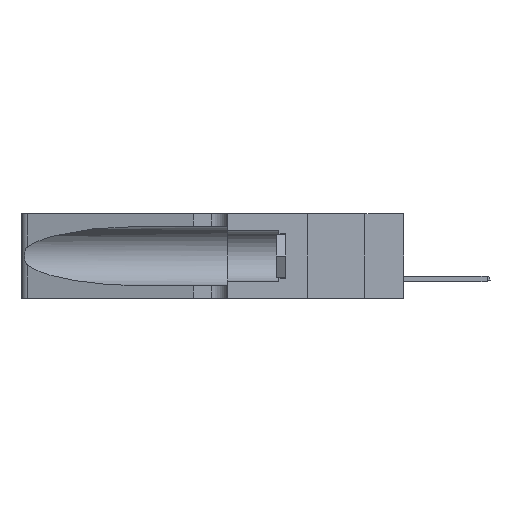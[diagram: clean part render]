
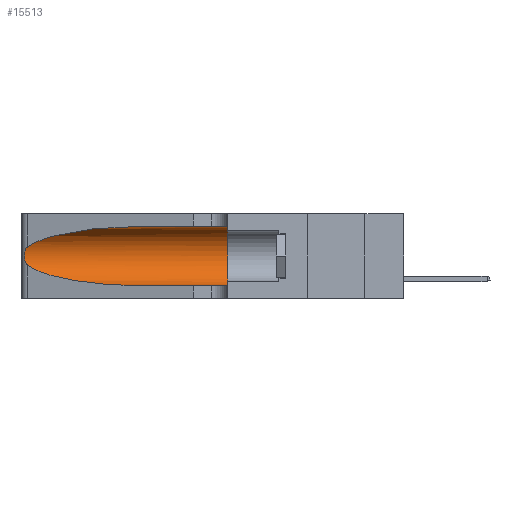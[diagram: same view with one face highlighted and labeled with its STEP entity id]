
A CAD part, left-side view. The second image highlights one B-rep face of the part: STEP entity #15513.
In plain terms, the highlighted cylindrical face has radius 3.308 mm (diameter 6.617 mm), a partial arc.
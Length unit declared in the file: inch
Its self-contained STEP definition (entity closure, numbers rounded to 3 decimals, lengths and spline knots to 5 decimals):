
#137 = ORIENTED_EDGE ( 'NONE', *, *, #17597, .T. ) ;
#999 = LINE ( 'NONE', #14606, #19830 ) ;
#1248 = VERTEX_POINT ( 'NONE', #8288 ) ;
#1959 = DIRECTION ( 'NONE',  ( 0., -1., 0. ) ) ;
#1961 = EDGE_CURVE ( 'NONE', #1248, #19894, #999, .T. ) ;
#2634 = CARTESIAN_POINT ( 'NONE',  ( 0.1305, 0.35, 0.185 ) ) ;
#2861 = DIRECTION ( 'NONE',  ( 0., 0., 1. ) ) ;
#3294 = CARTESIAN_POINT ( 'NONE',  ( 0.26075, 1.23896, 0.19203 ) ) ;
#3850 = ORIENTED_EDGE ( 'NONE', *, *, #1961, .F. ) ;
#4293 = ORIENTED_EDGE ( 'NONE', *, *, #28028, .F. ) ;
#4503 = CARTESIAN_POINT ( 'NONE',  ( 0.1305, 0.72297, 0.05475 ) ) ;
#5916 = CARTESIAN_POINT ( 'NONE',  ( 0.25639, 1.23184, 0.21858 ) ) ;
#6032 = CARTESIAN_POINT ( 'NONE',  ( 0.25789, 1.23486, 0.15765 ) ) ;
#7143 = VERTEX_POINT ( 'NONE', #4503 ) ;
#7493 = CARTESIAN_POINT ( 'NONE',  ( 0.2373, 1.15595, 0.08982 ) ) ;
#7574 = AXIS2_PLACEMENT_3D ( 'NONE', #2634, #13001, #2861 ) ;
#8247 = CARTESIAN_POINT ( 'NONE',  ( 0.1305, 0.35, 0.05475 ) ) ;
#8249 = ORIENTED_EDGE ( 'NONE', *, *, #32959, .T. ) ;
#8288 = CARTESIAN_POINT ( 'NONE',  ( 0.1305, 0.72297, 0.31525 ) ) ;
#9129 = CARTESIAN_POINT ( 'NONE',  ( 0.25487, 1.22718, 0.22369 ) ) ;
#9195 = CARTESIAN_POINT ( 'NONE',  ( 0.2373, 1.15595, 0.28018 ) ) ;
#10132 = CARTESIAN_POINT ( 'NONE',  ( 0.25487, 1.22718, 0.14631 ) ) ;
#10413 = EDGE_CURVE ( 'NONE', #1248, #15465, #33738, .T. ) ;
#11066 = CARTESIAN_POINT ( 'NONE',  ( 0.26075, 1.23896, 0.178 ) ) ;
#11174 = CARTESIAN_POINT ( 'NONE',  ( 0.25639, 1.23186, 0.15144 ) ) ;
#11817 = CARTESIAN_POINT ( 'NONE',  ( 0.25487, 1.22718, 0.22369 ) ) ;
#13001 = DIRECTION ( 'NONE',  ( 0., 1., 0. ) ) ;
#13215 = AXIS2_PLACEMENT_3D ( 'NONE', #25289, #22404, #33288 ) ;
#13674 = CARTESIAN_POINT ( 'NONE',  ( 0.26018, 1.23835, 0.19895 ) ) ;
#14606 = CARTESIAN_POINT ( 'NONE',  ( 0.1305, 1.61858, 0.31525 ) ) ;
#15056 = CARTESIAN_POINT ( 'NONE',  ( 0.1305, 1.61858, 0.05475 ) ) ;
#15465 = VERTEX_POINT ( 'NONE', #9129 ) ;
#15513 = ADVANCED_FACE ( 'NONE', ( #27349 ), #24894, .F. ) ;
#15856 = CARTESIAN_POINT ( 'NONE',  ( 0.25487, 1.22718, 0.14631 ) ) ;
#16325 = CARTESIAN_POINT ( 'NONE',  ( 0.25487, 1.22718, 0.14631 ) ) ;
#17597 = EDGE_CURVE ( 'NONE', #15465, #30190, #23231, .T. ) ;
#17882 = CARTESIAN_POINT ( 'NONE',  ( 0.1305, 0.35, 0.31525 ) ) ;
#18650 = CIRCLE ( 'NONE', #7574, 0.13025 ) ;
#19830 = VECTOR ( 'NONE', #32976, 39.37008 ) ;
#19894 = VERTEX_POINT ( 'NONE', #17882 ) ;
#20022 = EDGE_LOOP ( 'NONE', ( #27418, #137, #24095, #8249, #4293, #3850 ) ) ;
#20443 = CARTESIAN_POINT ( 'NONE',  ( 0.1305, 0.72297, 0.05475 ) ) ;
#22404 = DIRECTION ( 'NONE',  ( 0., -1., 0. ) ) ;
#22418 = VERTEX_POINT ( 'NONE', #8247 ) ;
#23231 = B_SPLINE_CURVE_WITH_KNOTS ( 'NONE', 3,
 ( #29559, #24134, #5916, #26995, #29657, #13674, #3294, #11066, #29443, #32083, #6032, #11174, #31972, #16325 ),
 .UNSPECIFIED., .F., .F.,
 ( 4, 2, 2, 2, 2, 2, 4 ),
 ( 0., 0.00027, 0.00053, 0.00107, 0.0016, 0.00187, 0.00214 ),
 .UNSPECIFIED. ) ;
#23652 = EDGE_CURVE ( 'NONE', #30190, #7143, #30853, .T. ) ;
#24095 = ORIENTED_EDGE ( 'NONE', *, *, #23652, .T. ) ;
#24134 = CARTESIAN_POINT ( 'NONE',  ( 0.25555, 1.22994, 0.2215 ) ) ;
#24894 = CYLINDRICAL_SURFACE ( 'NONE', #13215, 0.13025 ) ;
#24909 = CARTESIAN_POINT ( 'NONE',  ( 0.18966, 0.96281, 0.31525 ) ) ;
#25289 = CARTESIAN_POINT ( 'NONE',  ( 0.1305, 1.61858, 0.185 ) ) ;
#25605 = CARTESIAN_POINT ( 'NONE',  ( 0.18966, 0.96281, 0.05475 ) ) ;
#26835 = VECTOR ( 'NONE', #1959, 39.37008 ) ;
#26995 = CARTESIAN_POINT ( 'NONE',  ( 0.25787, 1.23484, 0.2124 ) ) ;
#27349 = FACE_OUTER_BOUND ( 'NONE', #20022, .T. ) ;
#27418 = ORIENTED_EDGE ( 'NONE', *, *, #10413, .T. ) ;
#28028 = EDGE_CURVE ( 'NONE', #19894, #22418, #18650, .T. ) ;
#29443 = CARTESIAN_POINT ( 'NONE',  ( 0.26017, 1.23833, 0.17102 ) ) ;
#29559 = CARTESIAN_POINT ( 'NONE',  ( 0.25487, 1.22718, 0.22369 ) ) ;
#29657 = CARTESIAN_POINT ( 'NONE',  ( 0.25854, 1.2359, 0.20912 ) ) ;
#30169 = LINE ( 'NONE', #15056, #26835 ) ;
#30190 = VERTEX_POINT ( 'NONE', #15856 ) ;
#30853 =( BOUNDED_CURVE ( )  B_SPLINE_CURVE ( 3, ( #10132, #7493, #25605, #20443 ),
 .UNSPECIFIED., .F., .F. ) 
 B_SPLINE_CURVE_WITH_KNOTS ( ( 4, 4 ),
 ( 3.44316, 4.71239 ),
 .UNSPECIFIED. ) 
 CURVE ( )  GEOMETRIC_REPRESENTATION_ITEM ( )  RATIONAL_B_SPLINE_CURVE ( ( 1., 0.87, 0.87, 1. ) ) 
 REPRESENTATION_ITEM ( '' )  );
#31972 = CARTESIAN_POINT ( 'NONE',  ( 0.25555, 1.22993, 0.14849 ) ) ;
#32083 = CARTESIAN_POINT ( 'NONE',  ( 0.25856, 1.23593, 0.16098 ) ) ;
#32686 = CARTESIAN_POINT ( 'NONE',  ( 0.1305, 0.72297, 0.31525 ) ) ;
#32959 = EDGE_CURVE ( 'NONE', #7143, #22418, #30169, .T. ) ;
#32976 = DIRECTION ( 'NONE',  ( 0., -1., 0. ) ) ;
#33288 = DIRECTION ( 'NONE',  ( 0., 0., -1. ) ) ;
#33738 =( BOUNDED_CURVE ( )  B_SPLINE_CURVE ( 3, ( #32686, #24909, #9195, #11817 ),
 .UNSPECIFIED., .F., .T. ) 
 B_SPLINE_CURVE_WITH_KNOTS ( ( 4, 4 ),
 ( 1.5708, 2.84003 ),
 .UNSPECIFIED. ) 
 CURVE ( )  GEOMETRIC_REPRESENTATION_ITEM ( )  RATIONAL_B_SPLINE_CURVE ( ( 1., 0.87, 0.87, 1. ) ) 
 REPRESENTATION_ITEM ( '' )  );
